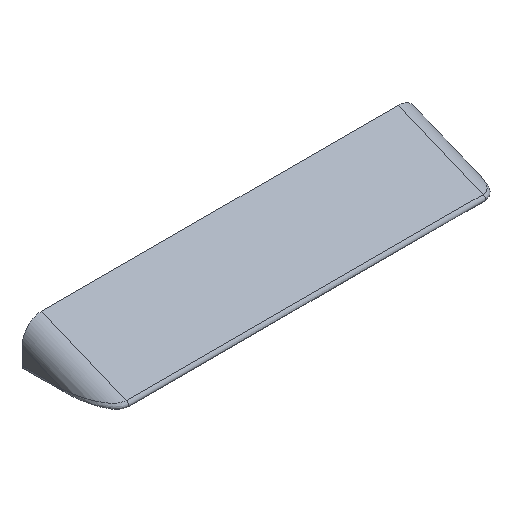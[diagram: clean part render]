
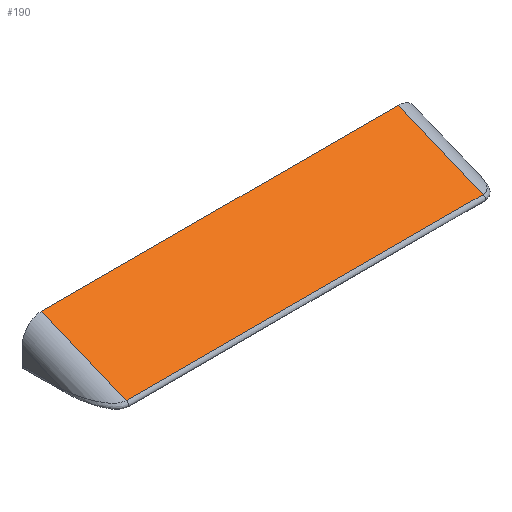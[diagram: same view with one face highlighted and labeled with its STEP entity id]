
A CAD part, isometric view. The second image highlights one B-rep face of the part: STEP entity #190.
In plain terms, the highlighted planar face has unit normal (0, -0.383, 0.924).
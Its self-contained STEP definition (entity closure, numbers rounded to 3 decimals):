
#25=LINE('',#669,#33);
#26=LINE('',#672,#34);
#27=LINE('',#673,#35);
#33=VECTOR('',#232,10.);
#34=VECTOR('',#235,10.);
#35=VECTOR('',#236,10.);
#40=PLANE('',#213);
#51=FACE_OUTER_BOUND('',#63,.T.);
#63=EDGE_LOOP('',(#156,#157,#158,#159));
#77=B_SPLINE_CURVE_WITH_KNOTS('',3,(#497,#498,#499,#500),.UNSPECIFIED.,
 .F.,.F.,(4,4),(-16.017,-3.217),.UNSPECIFIED.);
#88=VERTEX_POINT('',#405);
#90=VERTEX_POINT('',#480);
#97=VERTEX_POINT('',#667);
#98=VERTEX_POINT('',#671);
#109=EDGE_CURVE('',#88,#90,#77,.T.);
#119=EDGE_CURVE('',#97,#88,#25,.T.);
#120=EDGE_CURVE('',#98,#97,#26,.T.);
#121=EDGE_CURVE('',#90,#98,#27,.T.);
#156=ORIENTED_EDGE('',*,*,#109,.F.);
#157=ORIENTED_EDGE('',*,*,#119,.F.);
#158=ORIENTED_EDGE('',*,*,#120,.F.);
#159=ORIENTED_EDGE('',*,*,#121,.F.);
#190=ADVANCED_FACE('',(#51),#40,.T.);
#213=AXIS2_PLACEMENT_3D('',#670,#233,#234);
#232=DIRECTION('',(0.,-0.924,-0.383));
#233=DIRECTION('center_axis',(0.,-0.383,0.924));
#234=DIRECTION('ref_axis',(0.,-0.924,-0.383));
#235=DIRECTION('',(1.,0.,0.));
#236=DIRECTION('',(0.,0.924,0.383));
#405=CARTESIAN_POINT('',(58.982,-106.784,1.924));
#480=CARTESIAN_POINT('',(-69.018,-106.784,1.924));
#497=CARTESIAN_POINT('Ctrl Pts',(58.982,-106.784,1.924));
#498=CARTESIAN_POINT('Ctrl Pts',(16.319,-106.784,1.924));
#499=CARTESIAN_POINT('Ctrl Pts',(-26.354,-106.784,1.924));
#500=CARTESIAN_POINT('Ctrl Pts',(-69.018,-106.784,1.924));
#667=CARTESIAN_POINT('',(58.982,-76.428,14.5));
#669=CARTESIAN_POINT('',(58.982,-85.178,10.875));
#670=CARTESIAN_POINT('Origin',(-78.018,-76.428,14.5));
#671=CARTESIAN_POINT('',(-69.018,-76.428,14.5));
#672=CARTESIAN_POINT('',(-78.018,-76.428,14.5));
#673=CARTESIAN_POINT('',(-69.018,-85.178,10.875));
